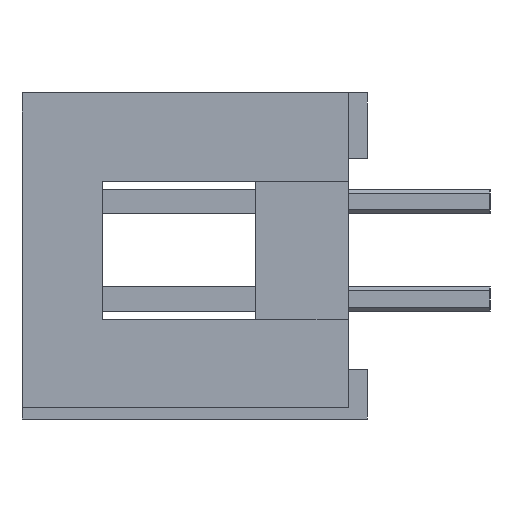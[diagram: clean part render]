
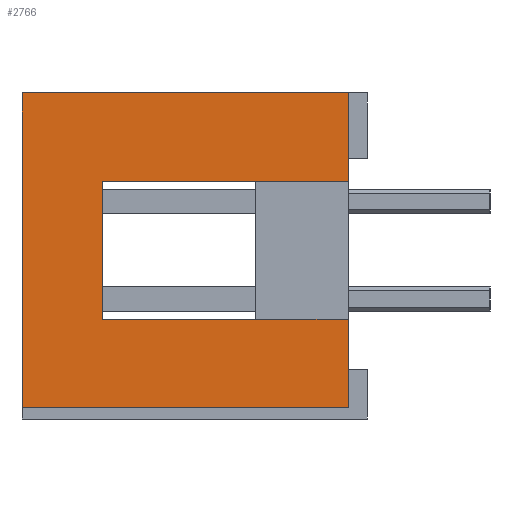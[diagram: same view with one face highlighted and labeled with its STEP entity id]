
A CAD part, left-side view. The second image highlights one B-rep face of the part: STEP entity #2766.
In plain terms, the highlighted planar face has unit normal (-1, 0, 0).
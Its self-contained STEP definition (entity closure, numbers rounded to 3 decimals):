
#421 = VERTEX_POINT ( 'NONE', #4287 ) ;
#742 = LINE ( 'NONE', #743, #744 ) ;
#743 = CARTESIAN_POINT ( 'NONE',  ( -13.82, 9., -4.1 ) ) ;
#744 = VECTOR ( 'NONE', #745, 1000. ) ;
#745 = DIRECTION ( 'NONE',  ( 0., 0., 1. ) ) ;
#992 = LINE ( 'NONE', #993, #994 ) ;
#993 = CARTESIAN_POINT ( 'NONE',  ( -13.82, 9., 4.1 ) ) ;
#994 = VECTOR ( 'NONE', #995, 1000. ) ;
#995 = DIRECTION ( 'NONE',  ( 0., -1., 0. ) ) ;
#1389 = VERTEX_POINT ( 'NONE', #5382 ) ;
#1707 = VERTEX_POINT ( 'NONE', #5745 ) ;
#1829 = CARTESIAN_POINT ( 'NONE',  ( -13.82, 0.5, -1.8 ) ) ;
#2286 = VERTEX_POINT ( 'NONE', #6193 ) ;
#2494 = EDGE_CURVE ( 'NONE', #2574, #2897, #6300, .T. ) ;
#2506 = EDGE_LOOP ( 'NONE', ( #11560, #4389, #6026, #6577, #10788, #7175, #2932, #3243 ) ) ;
#2574 = VERTEX_POINT ( 'NONE', #6468 ) ;
#2766 = ADVANCED_FACE ( 'NONE', ( #6854 ), #6870, .F. ) ;
#2776 = EDGE_CURVE ( 'NONE', #3194, #2574, #6900, .T. ) ;
#2897 = VERTEX_POINT ( 'NONE', #7243 ) ;
#2932 = ORIENTED_EDGE ( 'NONE', *, *, #3332, .F. ) ;
#3194 = VERTEX_POINT ( 'NONE', #8950 ) ;
#3243 = ORIENTED_EDGE ( 'NONE', *, *, #2776, .T. ) ;
#3332 = EDGE_CURVE ( 'NONE', #3194, #4163, #9853, .T. ) ;
#4163 = VERTEX_POINT ( 'NONE', #1829 ) ;
#4287 = CARTESIAN_POINT ( 'NONE',  ( -13.82, 9., 4.1 ) ) ;
#4389 = ORIENTED_EDGE ( 'NONE', *, *, #9111, .T. ) ;
#5382 = CARTESIAN_POINT ( 'NONE',  ( -13.82, 0.5, -4.1 ) ) ;
#5745 = CARTESIAN_POINT ( 'NONE',  ( -13.82, 0.5, 4.1 ) ) ;
#6026 = ORIENTED_EDGE ( 'NONE', *, *, #11588, .F. ) ;
#6193 = CARTESIAN_POINT ( 'NONE',  ( -13.82, 9., -4.1 ) ) ;
#6300 = LINE ( 'NONE', #6301, #6302 ) ;
#6301 = CARTESIAN_POINT ( 'NONE',  ( -13.82, 6.9, 1.8 ) ) ;
#6302 = VECTOR ( 'NONE', #6303, 1000. ) ;
#6303 = DIRECTION ( 'NONE',  ( 0., -1., 0. ) ) ;
#6468 = CARTESIAN_POINT ( 'NONE',  ( -13.82, 6.9, 1.8 ) ) ;
#6577 = ORIENTED_EDGE ( 'NONE', *, *, #11373, .F. ) ;
#6854 = FACE_OUTER_BOUND ( 'NONE', #2506, .T. ) ;
#6870 = PLANE ( 'NONE',  #6871 ) ;
#6871 = AXIS2_PLACEMENT_3D ( 'NONE', #6876, #6877, #6878 ) ;
#6876 = CARTESIAN_POINT ( 'NONE',  ( -13.82, 9., -4.1 ) ) ;
#6877 = DIRECTION ( 'NONE',  ( 1., 0., 0. ) ) ;
#6878 = DIRECTION ( 'NONE',  ( 0., 0., -1. ) ) ;
#6893 = EDGE_CURVE ( 'NONE', #2286, #1389, #8052, .T. ) ;
#6900 = LINE ( 'NONE', #6901, #6902 ) ;
#6901 = CARTESIAN_POINT ( 'NONE',  ( -13.82, 6.9, -1.8 ) ) ;
#6902 = VECTOR ( 'NONE', #6903, 1000. ) ;
#6903 = DIRECTION ( 'NONE',  ( 0., 0., 1. ) ) ;
#7175 = ORIENTED_EDGE ( 'NONE', *, *, #10450, .T. ) ;
#7243 = CARTESIAN_POINT ( 'NONE',  ( -13.82, 0.5, 1.8 ) ) ;
#8052 = LINE ( 'NONE', #8053, #8054 ) ;
#8053 = CARTESIAN_POINT ( 'NONE',  ( -13.82, 9., -4.1 ) ) ;
#8054 = VECTOR ( 'NONE', #8055, 1000. ) ;
#8055 = DIRECTION ( 'NONE',  ( 0., -1., 0. ) ) ;
#8950 = CARTESIAN_POINT ( 'NONE',  ( -13.82, 6.9, -1.8 ) ) ;
#9111 = EDGE_CURVE ( 'NONE', #2897, #1707, #9831, .T. ) ;
#9831 = LINE ( 'NONE', #9832, #9833 ) ;
#9832 = CARTESIAN_POINT ( 'NONE',  ( -13.82, 0.5, -4.1 ) ) ;
#9833 = VECTOR ( 'NONE', #9834, 1000. ) ;
#9834 = DIRECTION ( 'NONE',  ( 0., 0., 1. ) ) ;
#9853 = LINE ( 'NONE', #9854, #9855 ) ;
#9854 = CARTESIAN_POINT ( 'NONE',  ( -13.82, 6.9, -1.8 ) ) ;
#9855 = VECTOR ( 'NONE', #9856, 1000. ) ;
#9856 = DIRECTION ( 'NONE',  ( 0., -1., 0. ) ) ;
#10450 = EDGE_CURVE ( 'NONE', #1389, #4163, #11530, .T. ) ;
#10788 = ORIENTED_EDGE ( 'NONE', *, *, #6893, .T. ) ;
#11373 = EDGE_CURVE ( 'NONE', #2286, #421, #742, .T. ) ;
#11530 = LINE ( 'NONE', #11531, #11532 ) ;
#11531 = CARTESIAN_POINT ( 'NONE',  ( -13.82, 0.5, -4.1 ) ) ;
#11532 = VECTOR ( 'NONE', #11533, 1000. ) ;
#11533 = DIRECTION ( 'NONE',  ( 0., 0., 1. ) ) ;
#11560 = ORIENTED_EDGE ( 'NONE', *, *, #2494, .T. ) ;
#11588 = EDGE_CURVE ( 'NONE', #421, #1707, #992, .T. ) ;
